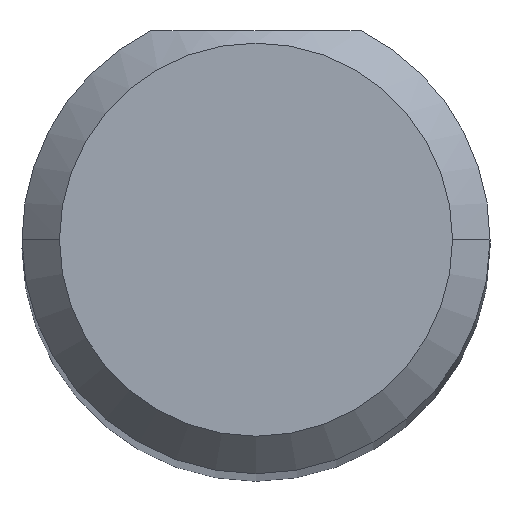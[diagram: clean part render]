
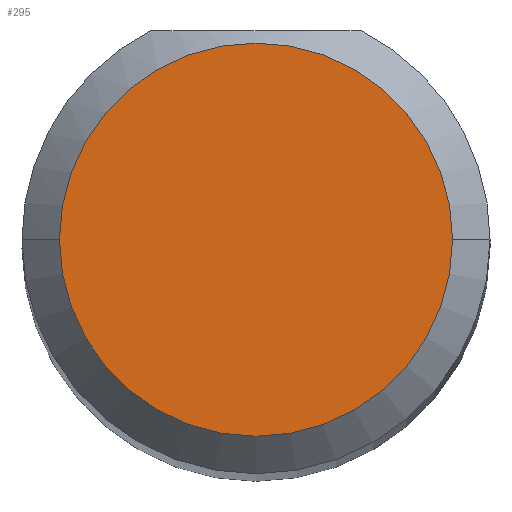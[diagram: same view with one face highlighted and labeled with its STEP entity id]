
A CAD part, top view. The second image highlights one B-rep face of the part: STEP entity #295.
In plain terms, the highlighted planar face has unit normal (0, 0, 1).
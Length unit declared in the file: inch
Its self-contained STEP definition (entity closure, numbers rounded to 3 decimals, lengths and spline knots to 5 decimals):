
#9 = DIRECTION ( 'NONE',  ( -1., 0., 0. ) ) ;
#13 = CIRCLE ( 'NONE', #129, 0.07875 ) ;
#15 = DIRECTION ( 'NONE',  ( 0., 0., -1. ) ) ;
#60 = ORIENTED_EDGE ( 'NONE', *, *, #62, .F. ) ;
#61 = DIRECTION ( 'NONE',  ( 0., 0., -1. ) ) ;
#62 = EDGE_CURVE ( 'NONE', #182, #576, #494, .T. ) ;
#126 = CARTESIAN_POINT ( 'NONE',  ( 0.375, 0., 2. ) ) ;
#129 = AXIS2_PLACEMENT_3D ( 'NONE', #479, #15, #702 ) ;
#182 = VERTEX_POINT ( 'NONE', #308 ) ;
#190 = EDGE_CURVE ( 'NONE', #576, #182, #13, .T. ) ;
#252 = AXIS2_PLACEMENT_3D ( 'NONE', #397, #704, #473 ) ;
#295 = ADVANCED_FACE ( 'NONE', ( #686 ), #343, .T. ) ;
#308 = CARTESIAN_POINT ( 'NONE',  ( 0.29625, 0., 2. ) ) ;
#342 = AXIS2_PLACEMENT_3D ( 'NONE', #126, #61, #9 ) ;
#343 = PLANE ( 'NONE',  #252 ) ;
#394 = ORIENTED_EDGE ( 'NONE', *, *, #190, .F. ) ;
#397 = CARTESIAN_POINT ( 'NONE',  ( 0.375, 0., 2. ) ) ;
#473 = DIRECTION ( 'NONE',  ( -1., 0., 0. ) ) ;
#479 = CARTESIAN_POINT ( 'NONE',  ( 0.375, 0., 2. ) ) ;
#494 = CIRCLE ( 'NONE', #342, 0.07875 ) ;
#502 = CARTESIAN_POINT ( 'NONE',  ( 0.45375, 0., 2. ) ) ;
#576 = VERTEX_POINT ( 'NONE', #502 ) ;
#686 = FACE_OUTER_BOUND ( 'NONE', #725, .T. ) ;
#702 = DIRECTION ( 'NONE',  ( -1., 0., 0. ) ) ;
#704 = DIRECTION ( 'NONE',  ( 0., 0., 1. ) ) ;
#725 = EDGE_LOOP ( 'NONE', ( #394, #60 ) ) ;
